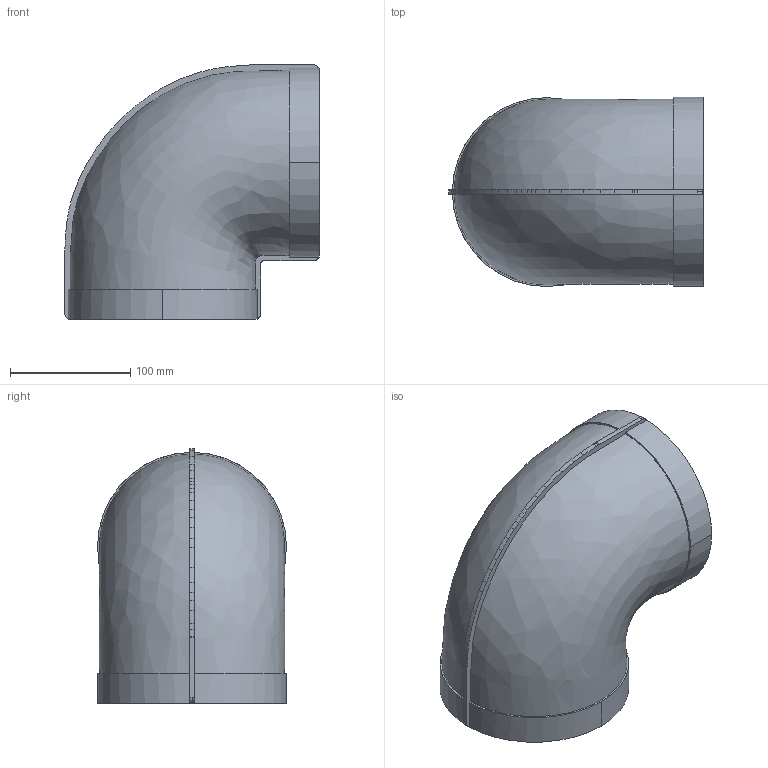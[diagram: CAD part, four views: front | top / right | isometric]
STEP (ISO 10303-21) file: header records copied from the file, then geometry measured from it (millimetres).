
FILE_DESCRIPTION(('STEP AP214'),'1');
FILE_NAME('.STP','2023-06-27T14:01:54',(' '),(' '),'Spatial InterOp 3D',' ',' ');
FILE_SCHEMA(('AUTOMOTIVE_DESIGN { 1 0 10303 214 1 1 1 1 }'));
Length unit declared in the file: millimetre
Products named in the file (1): 3D-Objekt
Bounding box: 211.45 x 157 x 211.45 mm (x, y, z)
Volume: 3331870 mm3; surface area: 175147.2 mm2
Topology: 1 solids, 1 shells, 67 faces, 191 edges, 128 vertices
Faces by surface type: cylinder 40, plane 17, bspline 10
Entity records: 8104 total; most frequent: CARTESIAN_POINT 6269, ORIENTED_EDGE 382, DIRECTION 373, EDGE_CURVE 191, AXIS2_PLACEMENT_3D 152, VERTEX_POINT 128, CIRCLE 94, EDGE_LOOP 69
